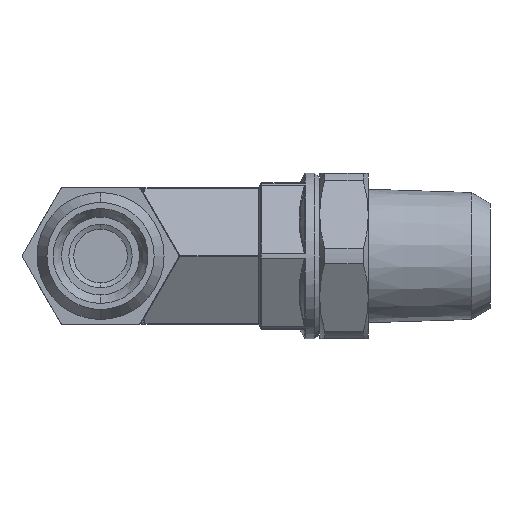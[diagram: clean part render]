
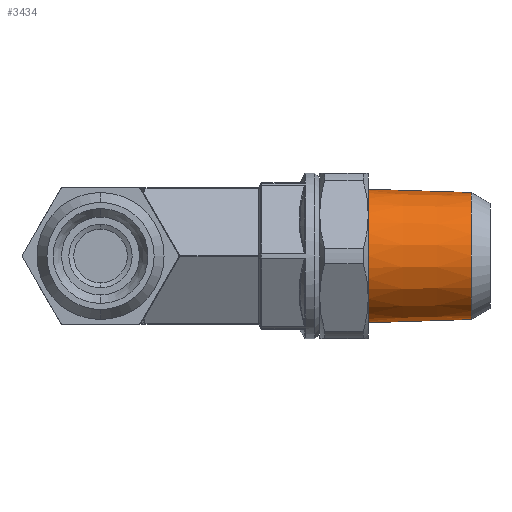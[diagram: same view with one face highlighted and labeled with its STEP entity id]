
A CAD part, front view. The second image highlights one B-rep face of the part: STEP entity #3434.
In plain terms, the highlighted conical face has half-angle 1.79 degrees and reference radius 6.85 mm.
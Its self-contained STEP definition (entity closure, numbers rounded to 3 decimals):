
#2497 = VERTEX_POINT ( 'NONE', #11701 ) ;
#3074 = EDGE_LOOP ( 'NONE', ( #19269, #19270, #19271, #19272 ) ) ;
#3434 = ADVANCED_FACE ( 'NONE', ( #19915 ), #19920, .T. ) ;
#3797 = CIRCLE ( 'NONE', #20720, 6.52 ) ;
#3802 = LINE ( 'NONE', #15507, #3806 ) ;
#3804 = LINE ( 'NONE', #15511, #3809 ) ;
#3805 = CIRCLE ( 'NONE', #20721, 6.85 ) ;
#3806 = VECTOR ( 'NONE', #15504, 1000. ) ;
#3809 = VECTOR ( 'NONE', #15506, 1000. ) ;
#6560 = CARTESIAN_POINT ( 'NONE',  ( 27.5, 17.5, -6.85 ) ) ;
#6629 = CARTESIAN_POINT ( 'NONE',  ( 27.5, 17.5, 6.85 ) ) ;
#6702 = CARTESIAN_POINT ( 'NONE',  ( 38.06, 17.5, -6.52 ) ) ;
#11701 = CARTESIAN_POINT ( 'NONE',  ( 38.06, 17.5, 6.52 ) ) ;
#12053 = DIRECTION ( 'NONE',  ( 0., 0., -1. ) ) ;
#12054 = CARTESIAN_POINT ( 'NONE',  ( 27.5, 17.5, 0. ) ) ;
#12055 = DIRECTION ( 'NONE',  ( -1., 0., 0. ) ) ;
#14001 = AXIS2_PLACEMENT_3D ( 'NONE', #12054, #12055, #12053 ) ;
#15504 = DIRECTION ( 'NONE',  ( -1., 0., 0.031 ) ) ;
#15506 = DIRECTION ( 'NONE',  ( -1., 0., -0.031 ) ) ;
#15507 = CARTESIAN_POINT ( 'NONE',  ( 27.5, 17.5, 6.85 ) ) ;
#15508 = CARTESIAN_POINT ( 'NONE',  ( 38.06, 17.5, 0. ) ) ;
#15509 = DIRECTION ( 'NONE',  ( -1., 0., 0. ) ) ;
#15510 = DIRECTION ( 'NONE',  ( 0., 0., -1. ) ) ;
#15511 = CARTESIAN_POINT ( 'NONE',  ( 27.5, 17.5, -6.85 ) ) ;
#15512 = CARTESIAN_POINT ( 'NONE',  ( 27.5, 17.5, 0. ) ) ;
#15513 = DIRECTION ( 'NONE',  ( -1., 0., 0. ) ) ;
#15514 = DIRECTION ( 'NONE',  ( 0., 0., -1. ) ) ;
#18251 = EDGE_CURVE ( 'NONE', #18891, #2497, #3797, .T. ) ;
#18252 = EDGE_CURVE ( 'NONE', #2497, #18818, #3802, .T. ) ;
#18253 = EDGE_CURVE ( 'NONE', #18749, #18818, #3805, .T. ) ;
#18254 = EDGE_CURVE ( 'NONE', #18891, #18749, #3804, .T. ) ;
#18749 = VERTEX_POINT ( 'NONE', #6560 ) ;
#18818 = VERTEX_POINT ( 'NONE', #6629 ) ;
#18891 = VERTEX_POINT ( 'NONE', #6702 ) ;
#19269 = ORIENTED_EDGE ( 'NONE', *, *, #18251, .T. ) ;
#19270 = ORIENTED_EDGE ( 'NONE', *, *, #18252, .T. ) ;
#19271 = ORIENTED_EDGE ( 'NONE', *, *, #18253, .F. ) ;
#19272 = ORIENTED_EDGE ( 'NONE', *, *, #18254, .F. ) ;
#19915 = FACE_OUTER_BOUND ( 'NONE', #3074, .T. ) ;
#19920 = CONICAL_SURFACE ( 'NONE', #14001, 6.85, 0.031 ) ;
#20720 = AXIS2_PLACEMENT_3D ( 'NONE', #15508, #15509, #15510 ) ;
#20721 = AXIS2_PLACEMENT_3D ( 'NONE', #15512, #15513, #15514 ) ;
